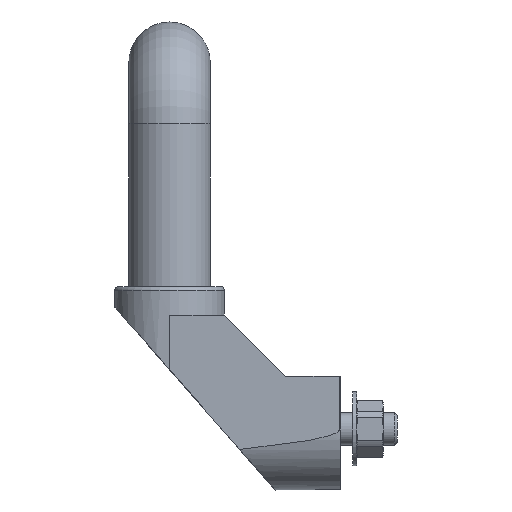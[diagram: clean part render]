
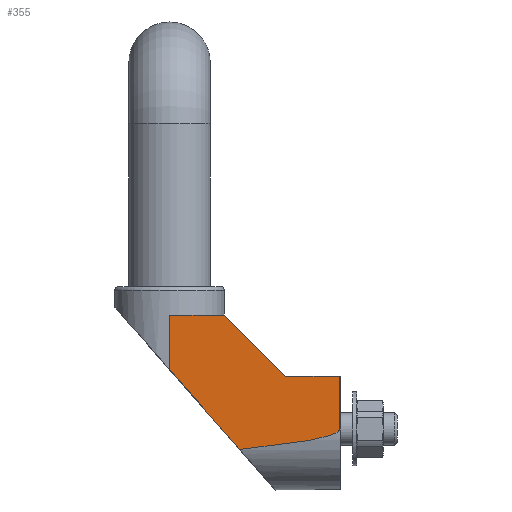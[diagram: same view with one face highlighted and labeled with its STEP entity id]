
A CAD part, left-side view. The second image highlights one B-rep face of the part: STEP entity #355.
In plain terms, the highlighted planar face has unit normal (-0.999, 0.036, 0).
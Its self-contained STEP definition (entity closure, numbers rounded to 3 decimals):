
#355 = ADVANCED_FACE( '', ( #808 ), #809, .T. );
#808 = FACE_OUTER_BOUND( '', #1349, .T. );
#809 = PLANE( '', #1350 );
#1349 = EDGE_LOOP( '', ( #2300, #2301, #2302, #2303, #2304, #2305, #2306 ) );
#1350 = AXIS2_PLACEMENT_3D( '', #2307, #2308, #2309 );
#2300 = ORIENTED_EDGE( '', *, *, #3277, .T. );
#2301 = ORIENTED_EDGE( '', *, *, #3278, .T. );
#2302 = ORIENTED_EDGE( '', *, *, #3279, .T. );
#2303 = ORIENTED_EDGE( '', *, *, #3280, .T. );
#2304 = ORIENTED_EDGE( '', *, *, #3281, .T. );
#2305 = ORIENTED_EDGE( '', *, *, #3118, .F. );
#2306 = ORIENTED_EDGE( '', *, *, #3282, .T. );
#2307 = CARTESIAN_POINT( '', ( -15.01, -0.02, 50. ) );
#2308 = DIRECTION( '', ( -0.999, 0.036, 0. ) );
#2309 = DIRECTION( '', ( -0.036, -0.999, 0. ) );
#3118 = EDGE_CURVE( '', #3749, #3751, #3752, .T. );
#3277 = EDGE_CURVE( '', #3979, #3980, #3981, .T. );
#3278 = EDGE_CURVE( '', #3980, #3982, #3983, .T. );
#3279 = EDGE_CURVE( '', #3982, #3984, #3985, .T. );
#3280 = EDGE_CURVE( '', #3984, #3986, #3987, .T. );
#3281 = EDGE_CURVE( '', #3986, #3751, #3988, .T. );
#3282 = EDGE_CURVE( '', #3749, #3979, #3989, .T. );
#3749 = VERTEX_POINT( '', #4617 );
#3751 = VERTEX_POINT( '', #4619 );
#3752 = LINE( '', #4620, #4621 );
#3979 = VERTEX_POINT( '', #4941 );
#3980 = VERTEX_POINT( '', #4942 );
#3981 = LINE( '', #4943, #4944 );
#3982 = VERTEX_POINT( '', #4945 );
#3983 = LINE( '', #4946, #4947 );
#3984 = VERTEX_POINT( '', #4948 );
#3985 = LINE( '', #4949, #4950 );
#3986 = VERTEX_POINT( '', #4951 );
#3987 = LINE( '', #4952, #4953 );
#3988 = LINE( '', #4954, #4955 );
#3989 = ELLIPSE( '', #4956, 420.368, 15. );
#4617 = CARTESIAN_POINT( '', ( -14.126, 24.747, -5.046 ) );
#4619 = CARTESIAN_POINT( '', ( -13.51, 41.99, 14.597 ) );
#4620 = CARTESIAN_POINT( '', ( -12.771, 62.701, 38.192 ) );
#4621 = VECTOR( '', #5466, 1000. );
#4941 = CARTESIAN_POINT( '', ( -15., 0.26, 0. ) );
#4942 = CARTESIAN_POINT( '', ( -15., 0.26, 13.01 ) );
#4943 = CARTESIAN_POINT( '', ( -15., 0.26, 0. ) );
#4944 = VECTOR( '', #5647, 1000. );
#4945 = CARTESIAN_POINT( '', ( -14.528, 13.489, 13.01 ) );
#4946 = CARTESIAN_POINT( '', ( -15.01, -0.02, 13.01 ) );
#4947 = VECTOR( '', #5648, 1000. );
#4948 = CARTESIAN_POINT( '', ( -13.992, 28.479, 28. ) );
#4949 = CARTESIAN_POINT( '', ( -14.109, 25.213, 24.734 ) );
#4950 = VECTOR( '', #5649, 1000. );
#4951 = CARTESIAN_POINT( '', ( -13.51, 41.99, 28. ) );
#4952 = CARTESIAN_POINT( '', ( -13.512, 41.947, 28. ) );
#4953 = VECTOR( '', #5650, 1000. );
#4954 = CARTESIAN_POINT( '', ( -13.51, 41.99, 50. ) );
#4955 = VECTOR( '', #5651, 1000. );
#4956 = AXIS2_PLACEMENT_3D( '', #5652, #5653, #5654 );
#5466 = DIRECTION( '', ( 0.024, 0.66, 0.751 ) );
#5647 = DIRECTION( '', ( 0., 0., 1. ) );
#5648 = DIRECTION( '', ( 0.036, 0.999, 0. ) );
#5649 = DIRECTION( '', ( 0.025, 0.707, 0.707 ) );
#5650 = DIRECTION( '', ( 0.036, 0.999, 0. ) );
#5651 = DIRECTION( '', ( 0., 0., -1. ) );
#5652 = CARTESIAN_POINT( '', ( 0., 420.36, 0. ) );
#5653 = DIRECTION( '', ( -0.999, 0.036, 0. ) );
#5654 = DIRECTION( '', ( -0.036, -0.999, 0. ) );
